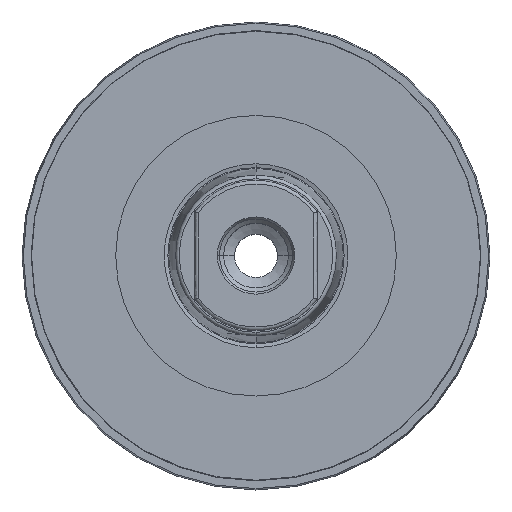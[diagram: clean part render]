
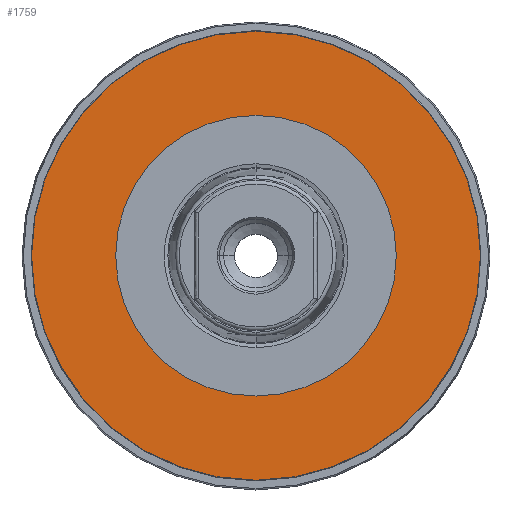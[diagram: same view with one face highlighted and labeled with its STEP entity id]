
A CAD part, top view. The second image highlights one B-rep face of the part: STEP entity #1759.
In plain terms, the highlighted planar face has unit normal (0, 0, 1).
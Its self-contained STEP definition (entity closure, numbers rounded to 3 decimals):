
#659=CARTESIAN_POINT('',(0.,0.,-0.3));
#660=DIRECTION('',(0.,0.,1.));
#661=DIRECTION('',(0.,1.,0.));
#662=AXIS2_PLACEMENT_3D('',#659,#660,#661);
#667=CARTESIAN_POINT('',(0.,0.,-0.3));
#668=DIRECTION('',(0.,0.,-1.));
#669=DIRECTION('',(0.,1.,0.));
#670=AXIS2_PLACEMENT_3D('',#667,#668,#669);
#675=CARTESIAN_POINT('',(0.,0.,-0.3));
#676=DIRECTION('',(0.,0.,-1.));
#677=DIRECTION('',(0.,1.,0.));
#678=AXIS2_PLACEMENT_3D('',#675,#676,#677);
#991=CARTESIAN_POINT('',(0.,0.,-0.3));
#992=DIRECTION('',(0.,0.,1.));
#993=DIRECTION('',(0.,1.,0.));
#994=AXIS2_PLACEMENT_3D('',#991,#992,#993);
#1147=CARTESIAN_POINT('',(0.,19.5,-0.3));
#1148=CARTESIAN_POINT('',(0.,-19.5,-0.3));
#1149=VERTEX_POINT('',#1147);
#1150=VERTEX_POINT('',#1148);
#1151=CARTESIAN_POINT('',(0.,31.192,-0.3));
#1152=CARTESIAN_POINT('',(0.,-31.192,-0.3));
#1153=VERTEX_POINT('',#1151);
#1154=VERTEX_POINT('',#1152);
#1744=CARTESIAN_POINT('',(0.,0.,-0.3));
#1745=DIRECTION('',(0.,0.,-1.));
#1746=DIRECTION('',(0.,-1.,0.));
#1747=AXIS2_PLACEMENT_3D('',#1744,#1745,#1746);
#1748=PLANE('',#1747);
#1750=ORIENTED_EDGE('',*,*,#1749,.T.);
#1752=ORIENTED_EDGE('',*,*,#1751,.F.);
#1753=EDGE_LOOP('',(#1750,#1752));
#1754=FACE_OUTER_BOUND('',#1753,.F.);
#1755=ORIENTED_EDGE('',*,*,#1739,.T.);
#1756=ORIENTED_EDGE('',*,*,#1723,.F.);
#1757=EDGE_LOOP('',(#1755,#1756));
#1758=FACE_BOUND('',#1757,.F.);
#663=CIRCLE('',#662,19.5);
#671=CIRCLE('',#670,19.5);
#679=CIRCLE('',#678,31.192);
#995=CIRCLE('',#994,31.192);
#1723=EDGE_CURVE('',#1149,#1150,#671,.T.);
#1739=EDGE_CURVE('',#1149,#1150,#663,.T.);
#1749=EDGE_CURVE('',#1153,#1154,#679,.T.);
#1751=EDGE_CURVE('',#1153,#1154,#995,.T.);
#1759=ADVANCED_FACE('',(#1754,#1758),#1748,.F.);
